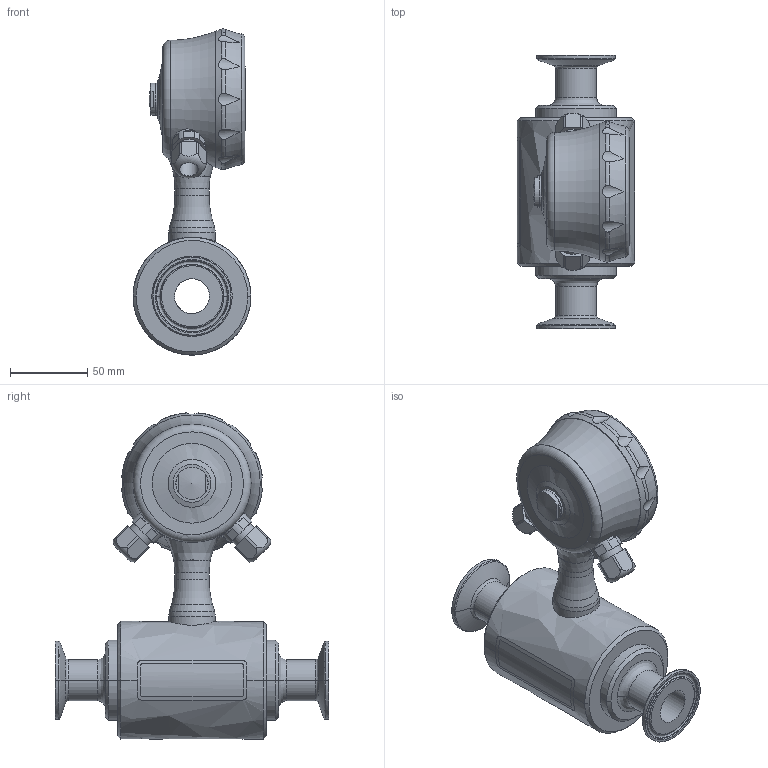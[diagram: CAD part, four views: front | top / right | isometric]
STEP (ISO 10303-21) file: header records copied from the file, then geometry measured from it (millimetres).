
FILE_DESCRIPTION( ( 'Unknown' ), '1' );
FILE_NAME( 'PF75H5xxxxxxx03x1F42xx2xxx0x0.stp', 'Unknown', ( 'Unknown' ), ( 'Unknown' ), 'PSStep 19.0.9', 'Unknown', ' ' );
FILE_SCHEMA( ( 'AUTOMOTIVE_DESIGN { 1 0 10303 214 1 1 1 1 }' ) );
Length unit declared in the file: millimetre
Products named in the file (2): Unterteil_PF75H_Clamp_ISO_2852_DN25
Bounding box: 76.1 x 176.8 x 210.89 mm (x, y, z)
Volume: 767133 mm3; surface area: 99762.9 mm2
Topology: 3 solids, 17 shells, 553 faces, 1460 edges, 962 vertices
Faces by surface type: plane 250, cylinder 137, bspline 92, torus 37, cone 27, sphere 4, revolution 4, extrusion 2
Full cylindrical faces by diameter (mm): 3 x1, 3.459 x2, 12 x2, 16 x4, 16.691 x2, 20.8 x1, 21 x1, 22 x1, 23.5 x1, 30 x1, 81.2 x1, 83.7 x1, 88 x1
Entity records: 25838 total; most frequent: CARTESIAN_POINT 9083, ORIENTED_EDGE 2758, DIRECTION 2212, EDGE_CURVE 1379, VERTEX_POINT 931, AXIS2_PLACEMENT_3D 812, EDGE_LOOP 637, FACE_OUTER_BOUND 584
